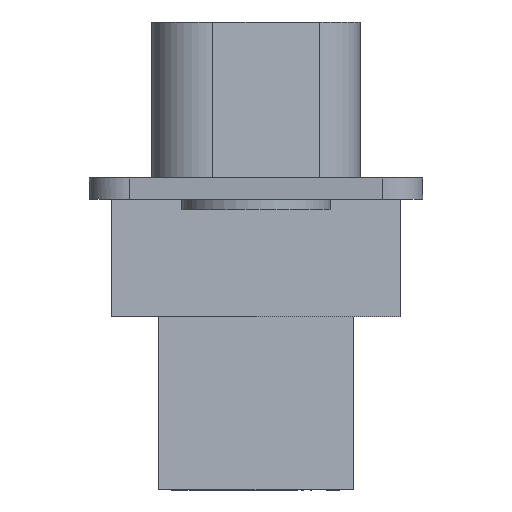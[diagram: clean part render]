
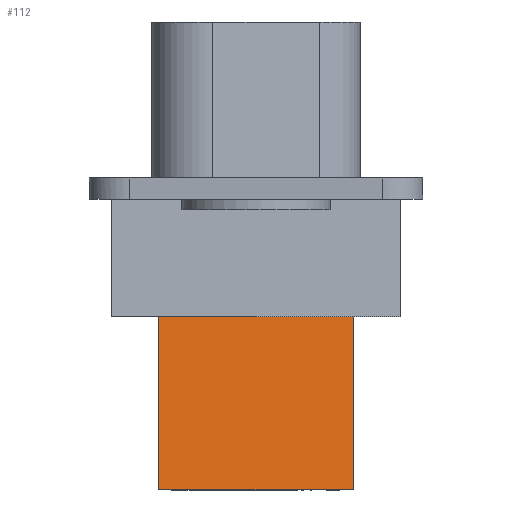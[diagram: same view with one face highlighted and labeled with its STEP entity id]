
A CAD part, left-side view. The second image highlights one B-rep face of the part: STEP entity #112.
In plain terms, the highlighted free-form (B-spline) face has degree [1, 1] with [2, 2] control points.
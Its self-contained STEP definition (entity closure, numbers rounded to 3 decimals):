
#56=CARTESIAN_POINT('V57',(-7.6,3.65,
   -4.4));
#57=VERTEX_POINT('V57',#56);
#70=CARTESIAN_POINT('V58',(-7.6,3.65,
   -10.9));
#71=VERTEX_POINT('V58',#70);
#77=CARTESIAN_POINT('E83',(-7.6,3.65,
   -4.4));
#78=CARTESIAN_POINT('E83',(-7.6,3.65,
   -10.9));
#79=QUASI_UNIFORM_CURVE('E83',1,(#77,#78),.POLYLINE_FORM.,.F.,.U.);
#80=EDGE_CURVE('E83',#57,#71,#79,.T.);
#85=CARTESIAN_POINT('F32',(-6.313,-3.65,
   -4.4));
#86=CARTESIAN_POINT('F32',(-7.6,3.65,
   -4.4));
#87=CARTESIAN_POINT('F32',(-6.313,-3.65,
   -10.9));
#88=CARTESIAN_POINT('F32',(-7.6,3.65,
   -10.9));
#89=B_SPLINE_SURFACE_WITH_KNOTS('F32',1,1,((#85,#87),(#86,#88)),
   .PLANE_SURF.,.F.,.F.,.U.,(2,2),(2,2),(0.0,1.14),(
   0.0,1.0),.UNSPECIFIED.);
#90=CARTESIAN_POINT('V59',(-6.313,-3.65,
   -4.4));
#91=VERTEX_POINT('V59',#90);
#92=CARTESIAN_POINT('E84',(-7.6,3.65,
   -4.4));
#93=CARTESIAN_POINT('E84',(-6.313,-3.65,
   -4.4));
#94=B_SPLINE_CURVE_WITH_KNOTS('E84',1,(#92,#93),.POLYLINE_FORM.,.F.,
   .U.,(2,2),(0.0,1.14),.UNSPECIFIED.);
#95=EDGE_CURVE('E84',#57,#91,#94,.T.);
#96=ORIENTED_EDGE('E84',*,*,#95,.F.);
#97=ORIENTED_EDGE('F31',*,*,#80,.T.);
#98=CARTESIAN_POINT('V60',(-6.313,-3.65,
   -10.9));
#99=VERTEX_POINT('V60',#98);
#100=CARTESIAN_POINT('E85',(-7.6,3.65,
   -10.9));
#101=CARTESIAN_POINT('E85',(-6.313,-3.65,
   -10.9));
#102=B_SPLINE_CURVE_WITH_KNOTS('E85',1,(#100,#101),.POLYLINE_FORM.,
   .F.,.U.,(2,2),(0.0,1.14),.UNSPECIFIED.);
#103=EDGE_CURVE('E85',#71,#99,#102,.T.);
#104=ORIENTED_EDGE('E85',*,*,#103,.T.);
#105=CARTESIAN_POINT('E86',(-6.313,-3.65,
   -4.4));
#106=CARTESIAN_POINT('E86',(-6.313,-3.65,
   -10.9));
#107=QUASI_UNIFORM_CURVE('E86',1,(#105,#106),.POLYLINE_FORM.,.F.,.U.
   );
#108=EDGE_CURVE('E86',#91,#99,#107,.T.);
#109=ORIENTED_EDGE('E86',*,*,#108,.F.);
#110=EDGE_LOOP('F32',(#96,#97,#104,#109));
#111=FACE_OUTER_BOUND('F32',#110,.T.);
#112=ADVANCED_FACE('F32',(#111),#89,.T.);
